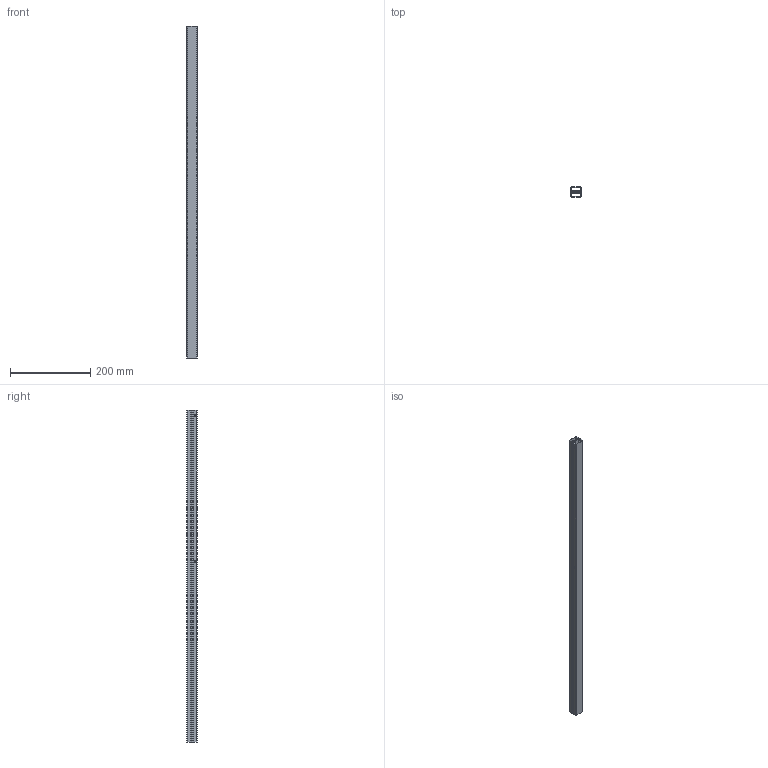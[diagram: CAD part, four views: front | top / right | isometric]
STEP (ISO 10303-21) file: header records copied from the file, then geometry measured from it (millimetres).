
FILE_DESCRIPTION (( 'STEP AP214' ), '1' );
FILE_NAME ('am-3872a Lander Leg.STEP', '2018-08-20T21:07:20', ( '' ), ( '' ), 'SwSTEP 2.0', 'SolidWorks 2018', '' );
FILE_SCHEMA (( 'AUTOMOTIVE_DESIGN' ));
Length unit declared in the file: inch
Products named in the file (1): am-3872a Lander Leg
Bounding box: 25.4 x 25.4 x 825.5 mm (x, y, z)
Volume: 146866.9 mm3; surface area: 226134.9 mm2
Topology: 1 solids, 1 shells, 66 faces, 216 edges, 144 vertices
Faces by surface type: cylinder 48, plane 18
Entity records: 2564 total; most frequent: CARTESIAN_POINT 515, DIRECTION 446, ORIENTED_EDGE 432, EDGE_CURVE 216, AXIS2_PLACEMENT_3D 171, VERTEX_POINT 144, LINE 104, CIRCLE 104
